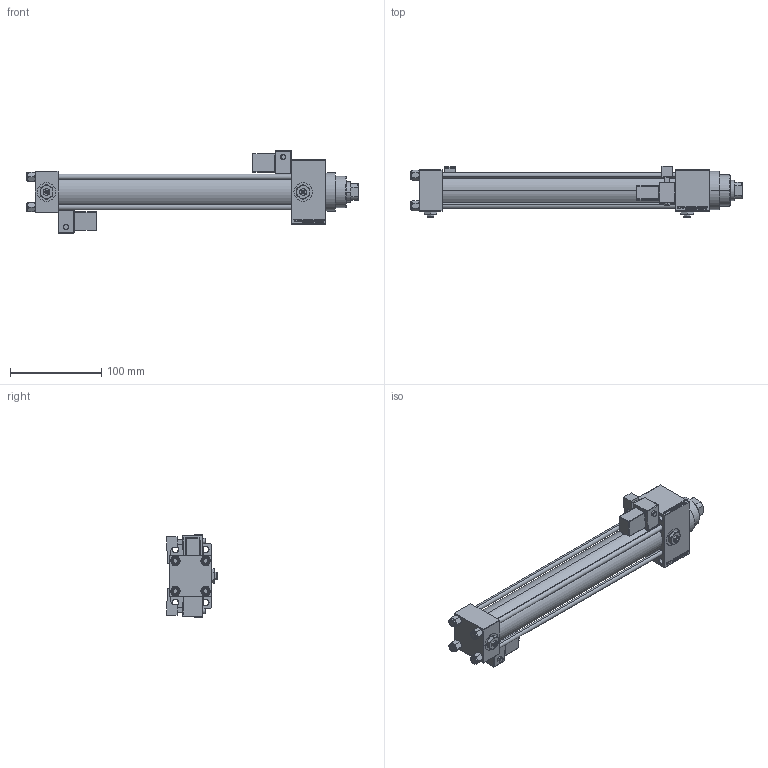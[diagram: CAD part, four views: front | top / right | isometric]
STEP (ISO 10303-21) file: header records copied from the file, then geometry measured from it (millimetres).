
FILE_DESCRIPTION (( 'STEP AP203' ), '1' );
FILE_NAME ('4106.STEP', '2023-08-22T17:25:08', ( '' ), ( '' ), 'SwSTEP 2.0', 'SolidWorks 2019', '' );
FILE_SCHEMA (( 'CONFIG_CONTROL_DESIGN' ));
Length unit declared in the file: millimetre
Products named in the file (8): Zatka_pro_OIL_PORT f1e29d4c8cde3a86afd5f116fc5ae28b; V215CR_MSU f1e29d4c8cde3a86afd5f116fc5ae28b; V215CR_D_Body f1e29d4c8cde3a86afd5f116fc5ae28b; NUT_M5_D f1e29d4c8cde3a86afd5f116fc5ae28b; V215CR_D_TYCINKA f1e29d4c8cde3a86afd5f116fc5ae28b; V215CR_VCP_D f1e29d4c8cde3a86afd5f116fc5ae28b; 4106; V215_VC_A f1e29d4c8cde3a86afd5f116fc5ae28b
Assembly tree (15 placements, depth 2):
  4106
    V215CR_D_Body f1e29d4c8cde3a86afd5f116fc5ae28b
    V215CR_VCP_D f1e29d4c8cde3a86afd5f116fc5ae28b
    NUT_M5_D f1e29d4c8cde3a86afd5f116fc5ae28b  x4
    V215CR_D_TYCINKA f1e29d4c8cde3a86afd5f116fc5ae28b  x4
    V215_VC_A f1e29d4c8cde3a86afd5f116fc5ae28b
    V215CR_MSU f1e29d4c8cde3a86afd5f116fc5ae28b  x2
    Zatka_pro_OIL_PORT f1e29d4c8cde3a86afd5f116fc5ae28b  x2
Bounding box: 363 x 55.72 x 90.31 mm (x, y, z)
Volume: 452760 mm3; surface area: 167907.4 mm2
Topology: 15 solids, 15 shells, 1360 faces, 3338 edges, 2109 vertices
Faces by surface type: plane 604, bspline 368, cone 184, cylinder 160, sphere 24, torus 20
Entity records: 51355 total; most frequent: CARTESIAN_POINT 25996, ORIENTED_EDGE 5582, DIRECTION 3829, EDGE_CURVE 2791, VERTEX_POINT 1807, VECTOR 1653, LINE 1653, EDGE_LOOP 1262
